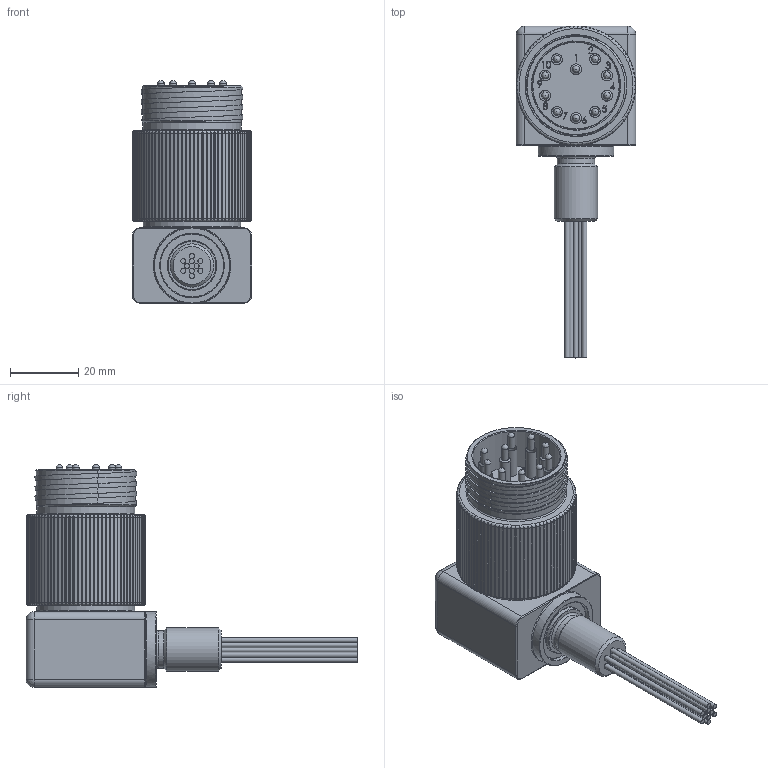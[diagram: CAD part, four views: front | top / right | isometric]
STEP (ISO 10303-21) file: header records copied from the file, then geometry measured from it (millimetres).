
FILE_DESCRIPTION(/* description */ ('','CAx-IF Rec.Pracs.---Representation and Presentation of Product Manufacturing Information (PMI)---4.0---2014-10-13'),/* implementation_level */ '2;1');
FILE_NAME(/* name */ 'MCBHRA10M RADLSA-M.stp',/* time_stamp */ '2024-03-20T12:49:12+01:00',/* author */ ('sh'),/* organization */ (''),/* preprocessor_version */ 'ST-DEVELOPER v19.2',/* originating_system */ 'Autodesk Inventor 2023',/* authorisation */ '');
FILE_SCHEMA (('AP242_MANAGED_MODEL_BASED_3D_ENGINEERING_MIM_LF { 1 0 10303 442 1 1 4 }'));
Length unit declared in the file: millimetre
Products named in the file (1): 01506161
Bounding box: 34.92 x 97.16 x 65.27 mm (x, y, z)
Volume: 58887.3 mm3; surface area: 22083.2 mm2
Topology: 2 solids, 4 shells, 611 faces, 1615 edges, 1055 vertices
Faces by surface type: plane 302, cylinder 167, bspline 96, torus 27, cone 15, sphere 4
Full cylindrical faces by diameter (mm): 1.473 x10, 1.986 x10, 3.175 x10, 10.922 x1, 12.7 x1, 14.275 x1, 18.694 x1, 19.05 x1, 22.225 x1, 23.368 x1, 23.749 x1, 25.349 x1, 25.4 x1, 25.654 x1, 28.575 x2, 28.804 x1, 28.956 x3, 29.743 x3, 30.048 x2, 31.267 x1
Entity records: 27443 total; most frequent: CARTESIAN_POINT 12575, ORIENTED_EDGE 3222, DIRECTION 2520, EDGE_CURVE 1611, VERTEX_POINT 1055, AXIS2_PLACEMENT_3D 953, EDGE_LOOP 663, LINE 614
